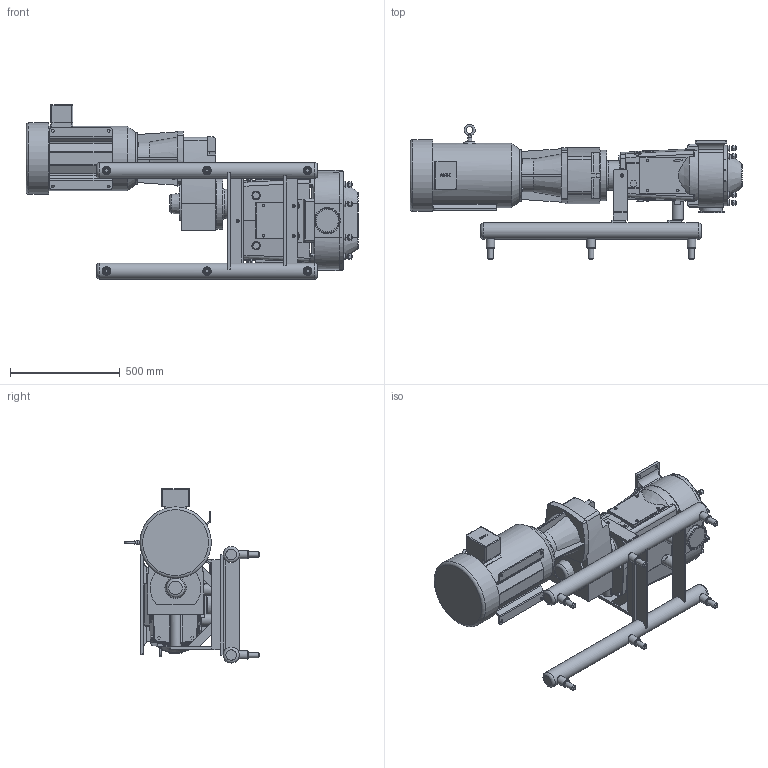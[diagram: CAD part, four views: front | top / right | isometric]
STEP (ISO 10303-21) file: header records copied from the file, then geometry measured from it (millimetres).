
FILE_DESCRIPTION(/* description */ (''),/* implementation_level */ '2;1');
FILE_NAME(/* name */ 'U2_224U2_256TC_(4.06 x 11.25)x4_S-Line_20HP_SIDE_SM.stp',/* time_stamp */ '2021-05-24T18:39:07+05:00',/* author */ ('trtmhr'),/* organization */ (''),/* preprocessor_version */ 'ST-DEVELOPER v18.1',/* originating_system */ 'Autodesk Inventor 2020',/* authorisation */ '');
FILE_SCHEMA (('AUTOMOTIVE_DESIGN { 1 0 10303 214 3 1 1 }'));
Length unit declared in the file: inch
Products named in the file (1): U2_224U2_256TC_(4.06 x 11.25)x4_S-Line_20HP_SIDE_SM
Bounding box: 1509.45 x 612.66 x 792.04 mm (x, y, z)
Volume: 118870426.6 mm3; surface area: 3364663.6 mm2
Topology: 6 solids, 6 shells, 1190 faces, 3084 edges, 1980 vertices
Faces by surface type: plane 542, cylinder 334, bspline 148, torus 93, cone 47, sphere 26
Full cylindrical faces by diameter (mm): 2.54 x2, 5.08 x1, 7.62 x2, 7.798 x1, 10.719 x1, 12.395 x5, 12.7 x8, 13.462 x4, 13.487 x4, 14.224 x2, 14.3 x3, 14.478 x1, 19.05 x8, 19.304 x1, 25.4 x14, 38.1 x6, 50.8 x2, 101.6 x1, 102.946 x1, 119.024 x1, 133.35 x1, 229.997 x1, 230.124 x1, 232.994 x1, 292.329 x1, 324.612 x1
Entity records: 41595 total; most frequent: CARTESIAN_POINT 12263, ORIENTED_EDGE 6146, DIRECTION 6036, EDGE_CURVE 3073, AXIS2_PLACEMENT_3D 2225, VERTEX_POINT 1980, LINE 1586, VECTOR 1586
